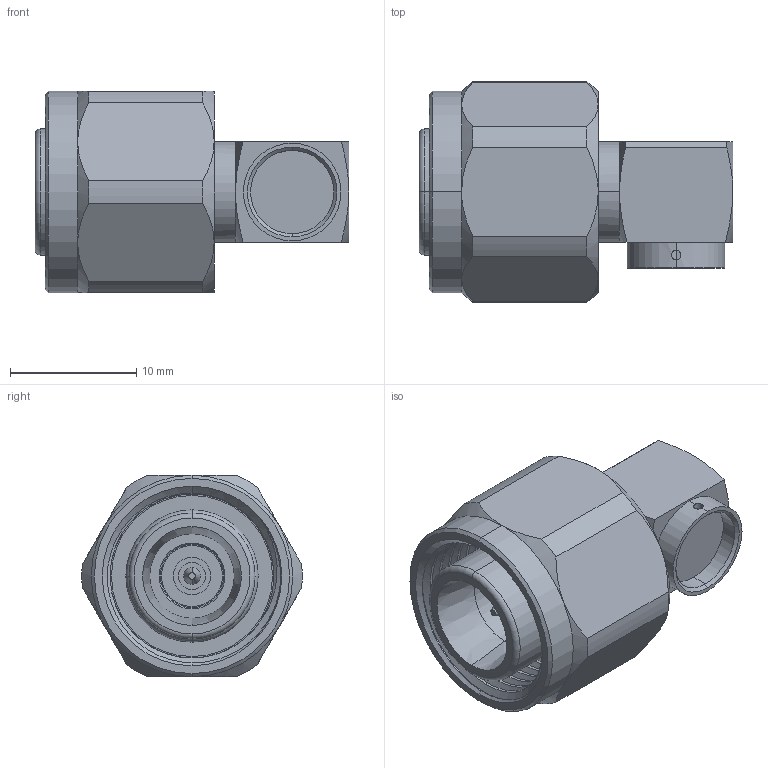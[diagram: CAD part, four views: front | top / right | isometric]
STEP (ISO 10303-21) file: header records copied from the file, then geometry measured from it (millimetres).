
FILE_DESCRIPTION (( 'STEP AP214' ), '1' );
FILE_NAME ('FMCN1714.step', '2021-01-28T21:30:59', ( '' ), ( '' ), 'SwSTEP 2.0', 'SolidWorks 2018', '' );
FILE_SCHEMA (( 'AUTOMOTIVE_DESIGN' ));
Length unit declared in the file: inch
Products named in the file (1): FMCN1714
Bounding box: 24.9 x 17.49 x 16 mm (x, y, z)
Volume: 2863.9 mm3; surface area: 2733.5 mm2
Topology: 1 solids, 1 shells, 133 faces, 333 edges, 212 vertices
Faces by surface type: cylinder 49, plane 33, cone 27, torus 12, bspline 12
Entity records: 6773 total; most frequent: CARTESIAN_POINT 3791, ORIENTED_EDGE 666, DIRECTION 568, EDGE_CURVE 333, AXIS2_PLACEMENT_3D 239, VERTEX_POINT 212, EDGE_LOOP 147, ADVANCED_FACE 133
